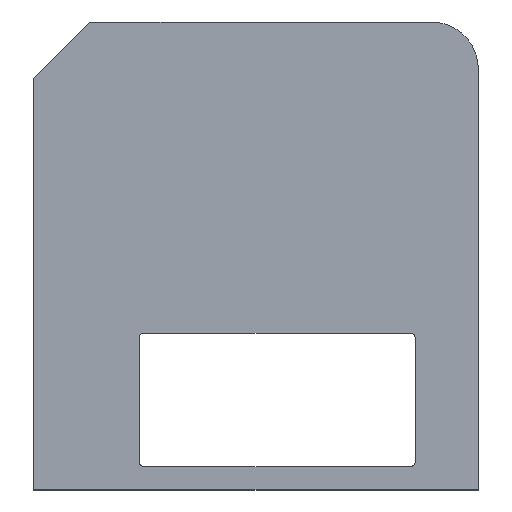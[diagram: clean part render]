
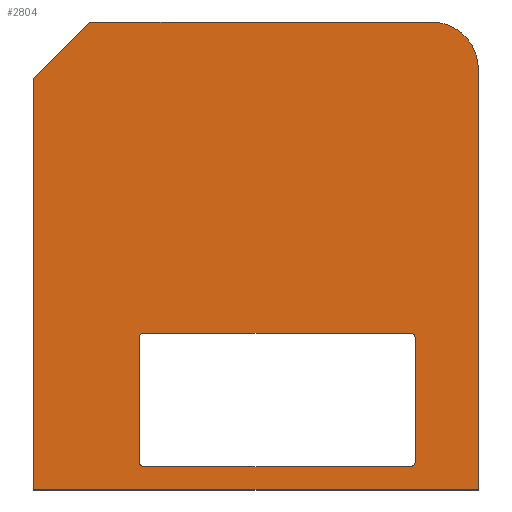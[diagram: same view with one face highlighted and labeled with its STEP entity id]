
A CAD part, top view. The second image highlights one B-rep face of the part: STEP entity #2804.
In plain terms, the highlighted planar face has unit normal (0, 0, 1).
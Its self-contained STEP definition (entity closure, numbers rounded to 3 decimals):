
#23 = EDGE_CURVE ( 'NONE', #3078, #584, #2062, .T. ) ;
#79 = DIRECTION ( 'NONE',  ( 0., 0., -1. ) ) ;
#269 = DIRECTION ( 'NONE',  ( 1., 0., 0. ) ) ;
#303 = ORIENTED_EDGE ( 'NONE', *, *, #1200, .T. ) ;
#304 = ORIENTED_EDGE ( 'NONE', *, *, #4390, .T. ) ;
#306 = DIRECTION ( 'NONE',  ( -1., 0., 0. ) ) ;
#339 = DIRECTION ( 'NONE',  ( -1., 0., 0. ) ) ;
#508 = FACE_OUTER_BOUND ( 'NONE', #2297, .T. ) ;
#538 = CARTESIAN_POINT ( 'NONE',  ( 220.75, -450., 50. ) ) ;
#584 = VERTEX_POINT ( 'NONE', #1516 ) ;
#635 = DIRECTION ( 'NONE',  ( -1., 0., 0. ) ) ;
#649 = EDGE_CURVE ( 'NONE', #1385, #1297, #764, .T. ) ;
#661 = VECTOR ( 'NONE', #4583, 1000. ) ;
#735 = DIRECTION ( 'NONE',  ( -1., 0., 0. ) ) ;
#743 = CARTESIAN_POINT ( 'NONE',  ( -359.25, 0., 50. ) ) ;
#764 = LINE ( 'NONE', #2231, #1103 ) ;
#811 = EDGE_CURVE ( 'NONE', #3866, #1535, #1502, .T. ) ;
#816 = EDGE_CURVE ( 'NONE', #858, #1198, #1115, .T. ) ;
#858 = VERTEX_POINT ( 'NONE', #3350 ) ;
#989 = DIRECTION ( 'NONE',  ( 0., 0., 1. ) ) ;
#1011 = VERTEX_POINT ( 'NONE', #1847 ) ;
#1066 = CARTESIAN_POINT ( 'NONE',  ( 220.75, -175., 50. ) ) ;
#1085 = AXIS2_PLACEMENT_3D ( 'NONE', #1066, #2933, #306 ) ;
#1103 = VECTOR ( 'NONE', #3409, 1000. ) ;
#1115 = LINE ( 'NONE', #1555, #1729 ) ;
#1117 = ORIENTED_EDGE ( 'NONE', *, *, #4676, .T. ) ;
#1159 = CARTESIAN_POINT ( 'NONE',  ( 365.75, 0., 50. ) ) ;
#1198 = VERTEX_POINT ( 'NONE', #3081 ) ;
#1200 = EDGE_CURVE ( 'NONE', #2272, #3078, #2768, .T. ) ;
#1203 = DIRECTION ( 'NONE',  ( 0., 1., 0. ) ) ;
#1297 = VERTEX_POINT ( 'NONE', #4717 ) ;
#1299 = EDGE_LOOP ( 'NONE', ( #1117, #1622, #1561, #4283, #304, #1818, #1384, #3285 ) ) ;
#1313 = EDGE_CURVE ( 'NONE', #1297, #2423, #1428, .T. ) ;
#1384 = ORIENTED_EDGE ( 'NONE', *, *, #649, .T. ) ;
#1385 = VERTEX_POINT ( 'NONE', #2992 ) ;
#1421 = CARTESIAN_POINT ( 'NONE',  ( 220.75, -440., 50. ) ) ;
#1428 = CIRCLE ( 'NONE', #4114, 10. ) ;
#1446 = AXIS2_PLACEMENT_3D ( 'NONE', #3377, #79, #4502 ) ;
#1464 = EDGE_CURVE ( 'NONE', #1535, #1011, #4504, .T. ) ;
#1502 = CIRCLE ( 'NONE', #3642, 10. ) ;
#1516 = CARTESIAN_POINT ( 'NONE',  ( 365.75, -500., 50. ) ) ;
#1535 = VERTEX_POINT ( 'NONE', #2409 ) ;
#1555 = CARTESIAN_POINT ( 'NONE',  ( 0., 500., 50. ) ) ;
#1561 = ORIENTED_EDGE ( 'NONE', *, *, #1464, .T. ) ;
#1580 = VECTOR ( 'NONE', #1203, 1000. ) ;
#1622 = ORIENTED_EDGE ( 'NONE', *, *, #811, .T. ) ;
#1654 = ORIENTED_EDGE ( 'NONE', *, *, #23, .T. ) ;
#1729 = VECTOR ( 'NONE', #735, 1000. ) ;
#1800 = CARTESIAN_POINT ( 'NONE',  ( -584.25, 380., 50. ) ) ;
#1818 = ORIENTED_EDGE ( 'NONE', *, *, #3065, .T. ) ;
#1847 = CARTESIAN_POINT ( 'NONE',  ( -359.25, -175., 50. ) ) ;
#1883 = DIRECTION ( 'NONE',  ( 1., 0., 0. ) ) ;
#1906 = DIRECTION ( 'NONE',  ( 0., 0., 1. ) ) ;
#1970 = CARTESIAN_POINT ( 'NONE',  ( 365.75, 400., 50. ) ) ;
#2018 = DIRECTION ( 'NONE',  ( -1., 0., 0. ) ) ;
#2062 = LINE ( 'NONE', #2149, #4330 ) ;
#2068 = CARTESIAN_POINT ( 'NONE',  ( 0., -450., 50. ) ) ;
#2115 = EDGE_CURVE ( 'NONE', #2388, #858, #3027, .T. ) ;
#2149 = CARTESIAN_POINT ( 'NONE',  ( 0., -500., 50. ) ) ;
#2150 = CARTESIAN_POINT ( 'NONE',  ( -584.25, -500., 50. ) ) ;
#2231 = CARTESIAN_POINT ( 'NONE',  ( 230.75, 0., 50. ) ) ;
#2249 = DIRECTION ( 'NONE',  ( 0., 0., -1. ) ) ;
#2272 = VERTEX_POINT ( 'NONE', #1800 ) ;
#2297 = EDGE_LOOP ( 'NONE', ( #3566, #4012, #3274, #3662, #303, #1654 ) ) ;
#2324 = AXIS2_PLACEMENT_3D ( 'NONE', #4129, #1906, #2640 ) ;
#2343 = CARTESIAN_POINT ( 'NONE',  ( -464.25, 500., 50. ) ) ;
#2367 = DIRECTION ( 'NONE',  ( 1., 0., 0. ) ) ;
#2388 = VERTEX_POINT ( 'NONE', #1970 ) ;
#2409 = CARTESIAN_POINT ( 'NONE',  ( -359.25, -440., 50. ) ) ;
#2423 = VERTEX_POINT ( 'NONE', #538 ) ;
#2437 = CARTESIAN_POINT ( 'NONE',  ( 0., -165., 50. ) ) ;
#2637 = CARTESIAN_POINT ( 'NONE',  ( -349.25, -440., 50. ) ) ;
#2640 = DIRECTION ( 'NONE',  ( 1., 0., 0. ) ) ;
#2676 = DIRECTION ( 'NONE',  ( -0.707, -0.707, 0. ) ) ;
#2749 = CARTESIAN_POINT ( 'NONE',  ( -584.25, 0., 50. ) ) ;
#2768 = LINE ( 'NONE', #2749, #661 ) ;
#2785 = VECTOR ( 'NONE', #3757, 1000. ) ;
#2804 = ADVANCED_FACE ( 'NONE', ( #508, #4439 ), #4521, .T. ) ;
#2813 = LINE ( 'NONE', #2068, #3054 ) ;
#2933 = DIRECTION ( 'NONE',  ( 0., 0., -1. ) ) ;
#2992 = CARTESIAN_POINT ( 'NONE',  ( 230.75, -175., 50. ) ) ;
#3027 = CIRCLE ( 'NONE', #3110, 100. ) ;
#3054 = VECTOR ( 'NONE', #2018, 1000. ) ;
#3065 = EDGE_CURVE ( 'NONE', #3766, #1385, #4708, .T. ) ;
#3078 = VERTEX_POINT ( 'NONE', #2150 ) ;
#3081 = CARTESIAN_POINT ( 'NONE',  ( -464.25, 500., 50. ) ) ;
#3106 = LINE ( 'NONE', #2437, #3939 ) ;
#3110 = AXIS2_PLACEMENT_3D ( 'NONE', #4289, #989, #635 ) ;
#3213 = EDGE_CURVE ( 'NONE', #584, #2388, #3371, .T. ) ;
#3274 = ORIENTED_EDGE ( 'NONE', *, *, #816, .T. ) ;
#3285 = ORIENTED_EDGE ( 'NONE', *, *, #1313, .T. ) ;
#3350 = CARTESIAN_POINT ( 'NONE',  ( 265.75, 500., 50. ) ) ;
#3371 = LINE ( 'NONE', #1159, #2785 ) ;
#3377 = CARTESIAN_POINT ( 'NONE',  ( -349.25, -175., 50. ) ) ;
#3409 = DIRECTION ( 'NONE',  ( 0., -1., 0. ) ) ;
#3521 = CIRCLE ( 'NONE', #1446, 10. ) ;
#3566 = ORIENTED_EDGE ( 'NONE', *, *, #3213, .T. ) ;
#3625 = VECTOR ( 'NONE', #2676, 1000. ) ;
#3628 = DIRECTION ( 'NONE',  ( 0., 0., -1. ) ) ;
#3642 = AXIS2_PLACEMENT_3D ( 'NONE', #2637, #2249, #1883 ) ;
#3662 = ORIENTED_EDGE ( 'NONE', *, *, #4167, .T. ) ;
#3757 = DIRECTION ( 'NONE',  ( 0., 1., 0. ) ) ;
#3766 = VERTEX_POINT ( 'NONE', #4200 ) ;
#3805 = LINE ( 'NONE', #2343, #3625 ) ;
#3866 = VERTEX_POINT ( 'NONE', #4096 ) ;
#3876 = CARTESIAN_POINT ( 'NONE',  ( -349.25, -165., 50. ) ) ;
#3939 = VECTOR ( 'NONE', #2367, 1000. ) ;
#4012 = ORIENTED_EDGE ( 'NONE', *, *, #2115, .T. ) ;
#4096 = CARTESIAN_POINT ( 'NONE',  ( -349.25, -450., 50. ) ) ;
#4114 = AXIS2_PLACEMENT_3D ( 'NONE', #1421, #3628, #339 ) ;
#4129 = CARTESIAN_POINT ( 'NONE',  ( 0., 0., 50. ) ) ;
#4167 = EDGE_CURVE ( 'NONE', #1198, #2272, #3805, .T. ) ;
#4200 = CARTESIAN_POINT ( 'NONE',  ( 220.75, -165., 50. ) ) ;
#4283 = ORIENTED_EDGE ( 'NONE', *, *, #4620, .T. ) ;
#4289 = CARTESIAN_POINT ( 'NONE',  ( 265.75, 400., 50. ) ) ;
#4310 = VERTEX_POINT ( 'NONE', #3876 ) ;
#4330 = VECTOR ( 'NONE', #269, 1000. ) ;
#4390 = EDGE_CURVE ( 'NONE', #4310, #3766, #3106, .T. ) ;
#4439 = FACE_BOUND ( 'NONE', #1299, .T. ) ;
#4502 = DIRECTION ( 'NONE',  ( 1., 0., 0. ) ) ;
#4504 = LINE ( 'NONE', #743, #1580 ) ;
#4521 = PLANE ( 'NONE',  #2324 ) ;
#4583 = DIRECTION ( 'NONE',  ( 0., -1., 0. ) ) ;
#4620 = EDGE_CURVE ( 'NONE', #1011, #4310, #3521, .T. ) ;
#4676 = EDGE_CURVE ( 'NONE', #2423, #3866, #2813, .T. ) ;
#4708 = CIRCLE ( 'NONE', #1085, 10. ) ;
#4717 = CARTESIAN_POINT ( 'NONE',  ( 230.75, -440., 50. ) ) ;
